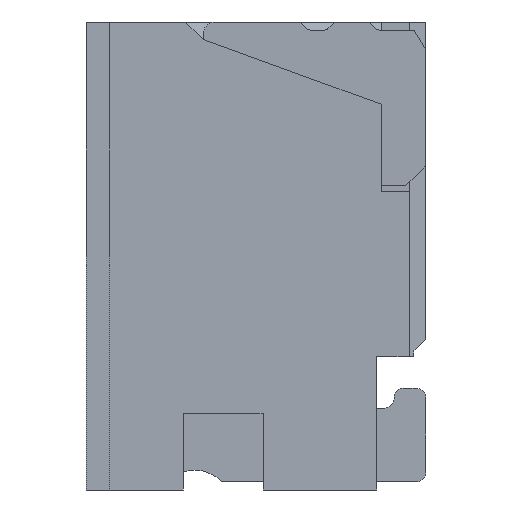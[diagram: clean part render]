
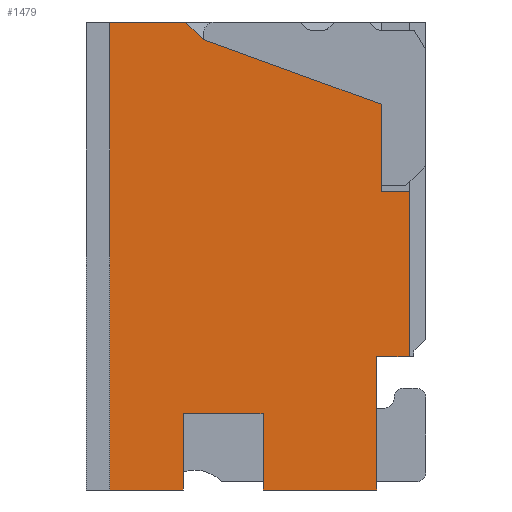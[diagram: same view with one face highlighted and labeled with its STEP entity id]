
A CAD part, left-side view. The second image highlights one B-rep face of the part: STEP entity #1479.
In plain terms, the highlighted planar face has unit normal (-1, 0, 0).
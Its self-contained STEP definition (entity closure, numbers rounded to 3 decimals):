
#75 = VERTEX_POINT ( 'NONE', #10791 ) ;
#122 = VERTEX_POINT ( 'NONE', #6712 ) ;
#249 = ORIENTED_EDGE ( 'NONE', *, *, #8984, .T. ) ;
#255 = VECTOR ( 'NONE', #7885, 1000. ) ;
#425 = EDGE_CURVE ( 'NONE', #9659, #2783, #8521, .T. ) ;
#455 = CARTESIAN_POINT ( 'NONE',  ( -2.1, 1.035, 0. ) ) ;
#546 = LINE ( 'NONE', #6858, #2163 ) ;
#572 = ORIENTED_EDGE ( 'NONE', *, *, #956, .T. ) ;
#588 = CARTESIAN_POINT ( 'NONE',  ( -2.1, 0.07, 0.275 ) ) ;
#783 = DIRECTION ( 'NONE',  ( 0., 0., -1. ) ) ;
#935 = EDGE_CURVE ( 'NONE', #7428, #6841, #7912, .T. ) ;
#956 = EDGE_CURVE ( 'NONE', #4604, #5002, #7362, .T. ) ;
#1029 = FACE_OUTER_BOUND ( 'NONE', #7569, .T. ) ;
#1069 = ORIENTED_EDGE ( 'NONE', *, *, #8606, .F. ) ;
#1083 = ORIENTED_EDGE ( 'NONE', *, *, #7200, .T. ) ;
#1235 = LINE ( 'NONE', #9998, #1236 ) ;
#1236 = VECTOR ( 'NONE', #9181, 1000. ) ;
#1424 = DIRECTION ( 'NONE',  ( 0., 1., 0. ) ) ;
#1479 = ADVANCED_FACE ( 'NONE', ( #1029 ), #2652, .T. ) ;
#1541 = LINE ( 'NONE', #9304, #6716 ) ;
#1556 = CARTESIAN_POINT ( 'NONE',  ( -2.1, 1.35, -1. ) ) ;
#1654 = CARTESIAN_POINT ( 'NONE',  ( -2.1, 1.035, -0.675 ) ) ;
#1795 = CARTESIAN_POINT ( 'NONE',  ( -2.1, 0., 0. ) ) ;
#1829 = CARTESIAN_POINT ( 'NONE',  ( -2.1, 0.695, 0. ) ) ;
#1855 = LINE ( 'NONE', #5161, #2524 ) ;
#2163 = VECTOR ( 'NONE', #783, 1000. ) ;
#2178 = CARTESIAN_POINT ( 'NONE',  ( -2.1, 0.95, 0.925 ) ) ;
#2260 = LINE ( 'NONE', #455, #8418 ) ;
#2303 = ORIENTED_EDGE ( 'NONE', *, *, #3507, .T. ) ;
#2497 = DIRECTION ( 'NONE',  ( 0., 0.707, 0.707 ) ) ;
#2524 = VECTOR ( 'NONE', #6941, 1000. ) ;
#2537 = ORIENTED_EDGE ( 'NONE', *, *, #9363, .T. ) ;
#2574 = AXIS2_PLACEMENT_3D ( 'NONE', #1795, #7991, #7446 ) ;
#2652 = PLANE ( 'NONE',  #2574 ) ;
#2701 = ORIENTED_EDGE ( 'NONE', *, *, #6612, .T. ) ;
#2783 = VERTEX_POINT ( 'NONE', #9316 ) ;
#2928 = CARTESIAN_POINT ( 'NONE',  ( -2.1, 1.035, -0.675 ) ) ;
#3033 = VECTOR ( 'NONE', #7900, 1000. ) ;
#3115 = DIRECTION ( 'NONE',  ( 0., 1., 0. ) ) ;
#3473 = VECTOR ( 'NONE', #9441, 1000. ) ;
#3507 = EDGE_CURVE ( 'NONE', #5931, #9659, #5057, .T. ) ;
#3847 = CARTESIAN_POINT ( 'NONE',  ( -2.1, 0., 0.275 ) ) ;
#4302 = LINE ( 'NONE', #10504, #3033 ) ;
#4311 = VERTEX_POINT ( 'NONE', #4816 ) ;
#4512 = VERTEX_POINT ( 'NONE', #1654 ) ;
#4604 = VERTEX_POINT ( 'NONE', #588 ) ;
#4816 = CARTESIAN_POINT ( 'NONE',  ( -2.1, 0.21, -0.43 ) ) ;
#5002 = VERTEX_POINT ( 'NONE', #5331 ) ;
#5057 = LINE ( 'NONE', #8538, #9247 ) ;
#5161 = CARTESIAN_POINT ( 'NONE',  ( -2.1, 0., -1. ) ) ;
#5258 = CARTESIAN_POINT ( 'NONE',  ( -2.1, 0.19, 0.648 ) ) ;
#5330 = LINE ( 'NONE', #7284, #10259 ) ;
#5331 = CARTESIAN_POINT ( 'NONE',  ( -2.1, 0.19, 0.275 ) ) ;
#5465 = ORIENTED_EDGE ( 'NONE', *, *, #935, .T. ) ;
#5677 = EDGE_CURVE ( 'NONE', #5002, #11170, #4302, .T. ) ;
#5828 = VECTOR ( 'NONE', #1424, 1000. ) ;
#5834 = ORIENTED_EDGE ( 'NONE', *, *, #8035, .F. ) ;
#5931 = VERTEX_POINT ( 'NONE', #2178 ) ;
#6011 = ORIENTED_EDGE ( 'NONE', *, *, #8005, .T. ) ;
#6351 = DIRECTION ( 'NONE',  ( 0., 1., 0. ) ) ;
#6612 = EDGE_CURVE ( 'NONE', #6684, #4604, #7995, .T. ) ;
#6684 = VERTEX_POINT ( 'NONE', #9146 ) ;
#6695 = CARTESIAN_POINT ( 'NONE',  ( -2.1, 0.695, -1. ) ) ;
#6698 = CARTESIAN_POINT ( 'NONE',  ( -2.1, 0., 1. ) ) ;
#6712 = CARTESIAN_POINT ( 'NONE',  ( -2.1, 0.21, -1. ) ) ;
#6716 = VECTOR ( 'NONE', #8628, 1000. ) ;
#6841 = VERTEX_POINT ( 'NONE', #6695 ) ;
#6858 = CARTESIAN_POINT ( 'NONE',  ( -2.1, 0.21, -1. ) ) ;
#6941 = DIRECTION ( 'NONE',  ( 0., -1., 0. ) ) ;
#7200 = EDGE_CURVE ( 'NONE', #75, #4512, #2260, .T. ) ;
#7205 = VERTEX_POINT ( 'NONE', #8297 ) ;
#7284 = CARTESIAN_POINT ( 'NONE',  ( -2.1, 0.21, -0.43 ) ) ;
#7362 = LINE ( 'NONE', #3847, #10866 ) ;
#7428 = VERTEX_POINT ( 'NONE', #9846 ) ;
#7446 = DIRECTION ( 'NONE',  ( 0., 0., 1. ) ) ;
#7569 = EDGE_LOOP ( 'NONE', ( #5834, #1069, #2701, #572, #11324, #2537, #2303, #8280, #249, #7749, #1083, #10458, #5465, #6011 ) ) ;
#7749 = ORIENTED_EDGE ( 'NONE', *, *, #7794, .T. ) ;
#7794 = EDGE_CURVE ( 'NONE', #7205, #75, #1855, .T. ) ;
#7885 = DIRECTION ( 'NONE',  ( 0., 0., 1. ) ) ;
#7900 = DIRECTION ( 'NONE',  ( 0., 0., 1. ) ) ;
#7912 = LINE ( 'NONE', #1829, #9576 ) ;
#7991 = DIRECTION ( 'NONE',  ( -1., 0., 0. ) ) ;
#7995 = LINE ( 'NONE', #9682, #255 ) ;
#8005 = EDGE_CURVE ( 'NONE', #6841, #122, #1541, .T. ) ;
#8019 = DIRECTION ( 'NONE',  ( 0., 0., -1. ) ) ;
#8035 = EDGE_CURVE ( 'NONE', #4311, #122, #546, .T. ) ;
#8176 = DIRECTION ( 'NONE',  ( 0., 0., 1. ) ) ;
#8280 = ORIENTED_EDGE ( 'NONE', *, *, #425, .T. ) ;
#8297 = CARTESIAN_POINT ( 'NONE',  ( -2.1, 1.35, -1. ) ) ;
#8300 = CARTESIAN_POINT ( 'NONE',  ( -2.1, 1.025, 1. ) ) ;
#8418 = VECTOR ( 'NONE', #8176, 1000. ) ;
#8426 = VECTOR ( 'NONE', #9895, 1000. ) ;
#8521 = LINE ( 'NONE', #6698, #3473 ) ;
#8538 = CARTESIAN_POINT ( 'NONE',  ( -2.1, 0.95, 0.925 ) ) ;
#8606 = EDGE_CURVE ( 'NONE', #6684, #4311, #5330, .T. ) ;
#8628 = DIRECTION ( 'NONE',  ( 0., -1., 0. ) ) ;
#8984 = EDGE_CURVE ( 'NONE', #2783, #7205, #9437, .T. ) ;
#9097 = EDGE_CURVE ( 'NONE', #7428, #4512, #10933, .T. ) ;
#9146 = CARTESIAN_POINT ( 'NONE',  ( -2.1, 0.07, -0.43 ) ) ;
#9181 = DIRECTION ( 'NONE',  ( 0., 0.94, 0.342 ) ) ;
#9247 = VECTOR ( 'NONE', #2497, 1000. ) ;
#9304 = CARTESIAN_POINT ( 'NONE',  ( -2.1, 0., -1. ) ) ;
#9316 = CARTESIAN_POINT ( 'NONE',  ( -2.1, 1.35, 1. ) ) ;
#9363 = EDGE_CURVE ( 'NONE', #11170, #5931, #1235, .T. ) ;
#9437 = LINE ( 'NONE', #1556, #8426 ) ;
#9441 = DIRECTION ( 'NONE',  ( 0., 1., 0. ) ) ;
#9576 = VECTOR ( 'NONE', #8019, 1000. ) ;
#9659 = VERTEX_POINT ( 'NONE', #8300 ) ;
#9682 = CARTESIAN_POINT ( 'NONE',  ( -2.1, 0.07, -1. ) ) ;
#9846 = CARTESIAN_POINT ( 'NONE',  ( -2.1, 0.695, -0.675 ) ) ;
#9895 = DIRECTION ( 'NONE',  ( 0., 0., -1. ) ) ;
#9998 = CARTESIAN_POINT ( 'NONE',  ( -2.1, 0.19, 0.648 ) ) ;
#10259 = VECTOR ( 'NONE', #6351, 1000. ) ;
#10458 = ORIENTED_EDGE ( 'NONE', *, *, #9097, .F. ) ;
#10504 = CARTESIAN_POINT ( 'NONE',  ( -2.1, 0.19, 0. ) ) ;
#10791 = CARTESIAN_POINT ( 'NONE',  ( -2.1, 1.035, -1. ) ) ;
#10866 = VECTOR ( 'NONE', #3115, 1000. ) ;
#10933 = LINE ( 'NONE', #2928, #5828 ) ;
#11170 = VERTEX_POINT ( 'NONE', #5258 ) ;
#11324 = ORIENTED_EDGE ( 'NONE', *, *, #5677, .T. ) ;
